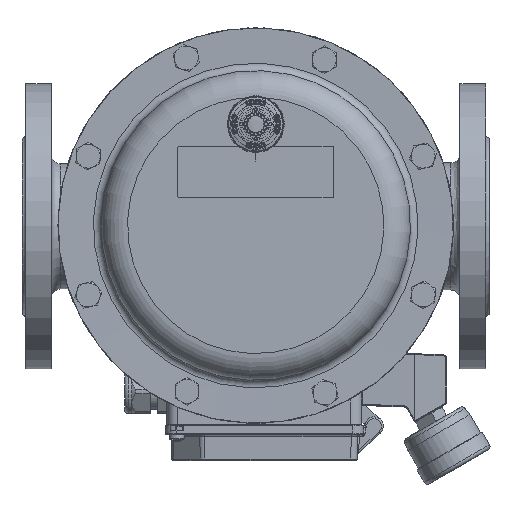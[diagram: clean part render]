
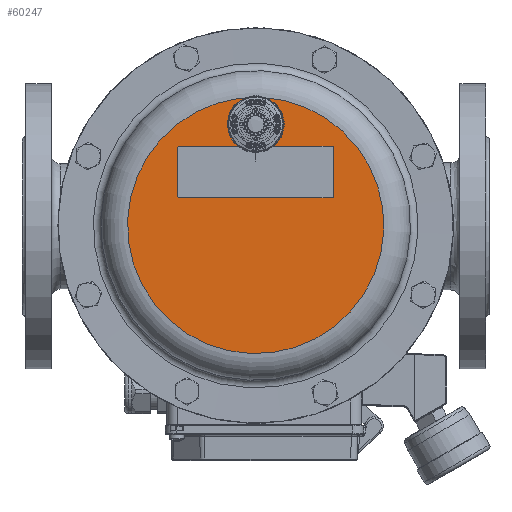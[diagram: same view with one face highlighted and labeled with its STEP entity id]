
A CAD part, top view. The second image highlights one B-rep face of the part: STEP entity #60247.
In plain terms, the highlighted planar face has unit normal (0, 0, 1).
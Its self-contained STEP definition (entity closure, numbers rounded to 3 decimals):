
#5309=LINE('',#102483,#8716);
#5313=LINE('',#102492,#8720);
#5316=LINE('',#102500,#8723);
#5319=LINE('',#102508,#8726);
#8716=VECTOR('',#73144,1000.);
#8720=VECTOR('',#73154,1000.);
#8723=VECTOR('',#73163,1000.);
#8726=VECTOR('',#73172,1000.);
#11581=FACE_BOUND('',#16387,.T.);
#11582=FACE_BOUND('',#16388,.T.);
#12800=FACE_OUTER_BOUND('',#16386,.T.);
#16386=EDGE_LOOP('',(#41884));
#16387=EDGE_LOOP('',(#41885,#41886,#41887,#41888,#41889,#41890,#41891,#41892));
#16388=EDGE_LOOP('',(#41893,#41894));
#19773=CIRCLE('',#63858,10.35);
#19845=CIRCLE('',#63958,69.65);
#20118=CIRCLE('',#64585,1.);
#20119=CIRCLE('',#64588,1.);
#20120=CIRCLE('',#64591,1.);
#20121=CIRCLE('',#64594,1.);
#20122=CIRCLE('',#64644,10.35);
#23254=VERTEX_POINT('',#98634);
#23255=VERTEX_POINT('',#98635);
#23343=VERTEX_POINT('',#99225);
#23901=VERTEX_POINT('',#102481);
#23902=VERTEX_POINT('',#102482);
#23903=VERTEX_POINT('',#102487);
#23904=VERTEX_POINT('',#102491);
#23905=VERTEX_POINT('',#102495);
#23906=VERTEX_POINT('',#102499);
#23907=VERTEX_POINT('',#102503);
#23908=VERTEX_POINT('',#102507);
#29355=EDGE_CURVE('',#23254,#23255,#19773,.T.);
#29475=EDGE_CURVE('',#23343,#23343,#19845,.T.);
#30368=EDGE_CURVE('',#23901,#23902,#5309,.T.);
#30371=EDGE_CURVE('',#23902,#23903,#20118,.T.);
#30373=EDGE_CURVE('',#23903,#23904,#5313,.T.);
#30375=EDGE_CURVE('',#23904,#23905,#20119,.T.);
#30377=EDGE_CURVE('',#23905,#23906,#5316,.T.);
#30379=EDGE_CURVE('',#23906,#23907,#20120,.T.);
#30381=EDGE_CURVE('',#23907,#23908,#5319,.T.);
#30383=EDGE_CURVE('',#23908,#23901,#20121,.T.);
#30456=EDGE_CURVE('',#23255,#23254,#20122,.T.);
#41884=ORIENTED_EDGE('',*,*,#29475,.F.);
#41885=ORIENTED_EDGE('',*,*,#30383,.F.);
#41886=ORIENTED_EDGE('',*,*,#30381,.F.);
#41887=ORIENTED_EDGE('',*,*,#30379,.F.);
#41888=ORIENTED_EDGE('',*,*,#30377,.F.);
#41889=ORIENTED_EDGE('',*,*,#30375,.F.);
#41890=ORIENTED_EDGE('',*,*,#30373,.F.);
#41891=ORIENTED_EDGE('',*,*,#30371,.F.);
#41892=ORIENTED_EDGE('',*,*,#30368,.F.);
#41893=ORIENTED_EDGE('',*,*,#30456,.T.);
#41894=ORIENTED_EDGE('',*,*,#29355,.T.);
#54837=PLANE('',#64643);
#60247=ADVANCED_FACE('',(#12800,#11581,#11582),#54837,.F.);
#63858=AXIS2_PLACEMENT_3D('',#98636,#71413,#71414);
#63958=AXIS2_PLACEMENT_3D('',#99227,#71640,#71641);
#64585=AXIS2_PLACEMENT_3D('',#102488,#73149,#73150);
#64588=AXIS2_PLACEMENT_3D('',#102496,#73158,#73159);
#64591=AXIS2_PLACEMENT_3D('',#102504,#73167,#73168);
#64594=AXIS2_PLACEMENT_3D('',#102511,#73176,#73177);
#64643=AXIS2_PLACEMENT_3D('',#102656,#73346,#73347);
#64644=AXIS2_PLACEMENT_3D('',#102657,#73348,#73349);
#71413=DIRECTION('center_axis',(0.,0.,
-1.));
#71414=DIRECTION('ref_axis',(-0.924,0.383,0.));
#71640=DIRECTION('center_axis',(0.,0.,
-1.));
#71641=DIRECTION('ref_axis',(-0.924,0.383,0.));
#73144=DIRECTION('',(0.,1.,0.));
#73149=DIRECTION('center_axis',(0.,0.,
1.));
#73150=DIRECTION('ref_axis',(0.,-1.,0.));
#73154=DIRECTION('',(-1.,0.,0.));
#73158=DIRECTION('center_axis',(0.,0.,
1.));
#73159=DIRECTION('ref_axis',(0.,-1.,0.));
#73163=DIRECTION('',(0.,-1.,0.));
#73167=DIRECTION('center_axis',(0.,0.,
1.));
#73168=DIRECTION('ref_axis',(0.,-1.,0.));
#73172=DIRECTION('',(1.,0.,0.));
#73176=DIRECTION('center_axis',(0.,0.,
1.));
#73177=DIRECTION('ref_axis',(0.,-1.,0.));
#73346=DIRECTION('center_axis',(0.,0.,
-1.));
#73347=DIRECTION('ref_axis',(-0.924,0.383,0.));
#73348=DIRECTION('center_axis',(0.,0.,
-1.));
#73349=DIRECTION('ref_axis',(-0.924,0.383,0.));
#98634=CARTESIAN_POINT('',(0.,65.35,301.));
#98635=CARTESIAN_POINT('',(0.,44.65,301.));
#98636=CARTESIAN_POINT('Origin',(0.,55.,301.));
#99225=CARTESIAN_POINT('',(64.348,-26.654,301.));
#99227=CARTESIAN_POINT('Origin',(0.,0.,
301.));
#102481=CARTESIAN_POINT('',(42.5,16.,301.));
#102482=CARTESIAN_POINT('',(42.5,42.,301.));
#102483=CARTESIAN_POINT('',(42.5,16.,301.));
#102487=CARTESIAN_POINT('',(41.5,43.,301.));
#102488=CARTESIAN_POINT('Origin',(41.5,42.,301.));
#102491=CARTESIAN_POINT('',(-41.5,43.,301.));
#102492=CARTESIAN_POINT('',(41.5,43.,301.));
#102495=CARTESIAN_POINT('',(-42.5,42.,301.));
#102496=CARTESIAN_POINT('Origin',(-41.5,42.,301.));
#102499=CARTESIAN_POINT('',(-42.5,16.,301.));
#102500=CARTESIAN_POINT('',(-42.5,16.,301.));
#102503=CARTESIAN_POINT('',(-41.5,15.,301.));
#102504=CARTESIAN_POINT('Origin',(-41.5,16.,301.));
#102507=CARTESIAN_POINT('',(41.5,15.,301.));
#102508=CARTESIAN_POINT('',(41.5,15.,301.));
#102511=CARTESIAN_POINT('Origin',(41.5,16.,301.));
#102656=CARTESIAN_POINT('Origin',(0.,0.,
301.));
#102657=CARTESIAN_POINT('Origin',(0.,55.,301.));
